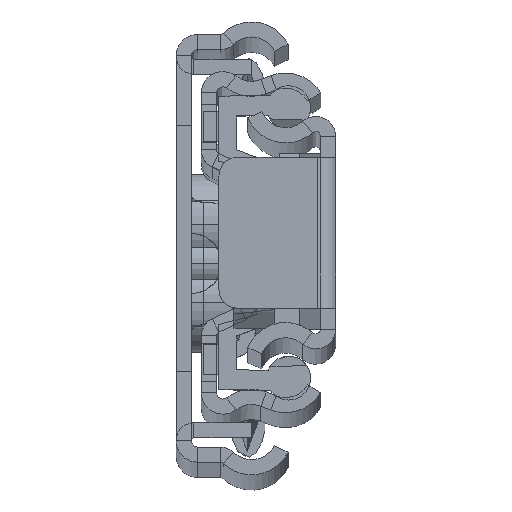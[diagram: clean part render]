
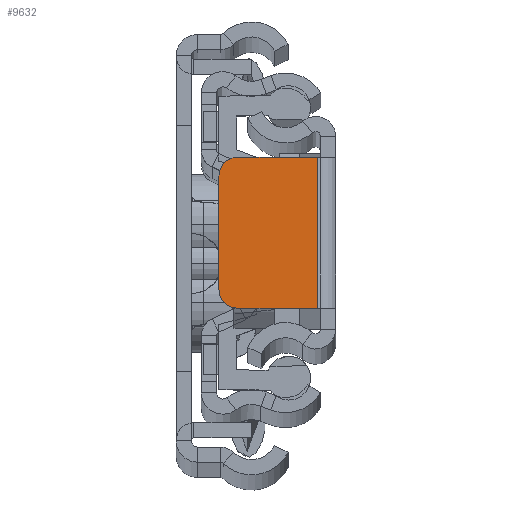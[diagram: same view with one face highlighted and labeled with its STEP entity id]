
A CAD part, top view. The second image highlights one B-rep face of the part: STEP entity #9632.
In plain terms, the highlighted planar face has unit normal (0, 0, 1).
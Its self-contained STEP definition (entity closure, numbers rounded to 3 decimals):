
#59 = LINE ( 'NONE', #3913, #18646 ) ;
#209 = CARTESIAN_POINT ( 'NONE',  ( -9.3, 0., 0. ) ) ;
#249 = DIRECTION ( 'NONE',  ( 1., 0., 0. ) ) ;
#310 = CARTESIAN_POINT ( 'NONE',  ( -1.45, 6., 0. ) ) ;
#465 = VERTEX_POINT ( 'NONE', #9151 ) ;
#1078 = DIRECTION ( 'NONE',  ( 0., 0., 1. ) ) ;
#1579 = VECTOR ( 'NONE', #8510, 1000. ) ;
#1673 = VECTOR ( 'NONE', #7126, 1000. ) ;
#2331 = VERTEX_POINT ( 'NONE', #21468 ) ;
#2341 = EDGE_CURVE ( 'NONE', #15876, #2331, #8617, .T. ) ;
#3507 = EDGE_CURVE ( 'NONE', #465, #5501, #14224, .T. ) ;
#3913 = CARTESIAN_POINT ( 'NONE',  ( 0., 6., 0. ) ) ;
#3952 = CARTESIAN_POINT ( 'NONE',  ( -7.8, 6., 0. ) ) ;
#4194 = EDGE_CURVE ( 'NONE', #5501, #2331, #5459, .T. ) ;
#4202 = ORIENTED_EDGE ( 'NONE', *, *, #2341, .F. ) ;
#4275 = EDGE_CURVE ( 'NONE', #14256, #17114, #8102, .T. ) ;
#4505 = AXIS2_PLACEMENT_3D ( 'NONE', #11711, #1078, #16545 ) ;
#4517 = AXIS2_PLACEMENT_3D ( 'NONE', #16661, #20284, #9582 ) ;
#5218 = CARTESIAN_POINT ( 'NONE',  ( -1.45, -6., 0. ) ) ;
#5459 = LINE ( 'NONE', #12337, #20347 ) ;
#5501 = VERTEX_POINT ( 'NONE', #21598 ) ;
#7004 = PLANE ( 'NONE',  #16149 ) ;
#7126 = DIRECTION ( 'NONE',  ( 0., -1., 0. ) ) ;
#8102 = CIRCLE ( 'NONE', #4505, 1.5 ) ;
#8126 = EDGE_LOOP ( 'NONE', ( #15555, #18702, #8898, #4202, #17165, #16658 ) ) ;
#8235 = CARTESIAN_POINT ( 'NONE',  ( -9.3, 4.5, 0. ) ) ;
#8510 = DIRECTION ( 'NONE',  ( 0., -1., 0. ) ) ;
#8617 = LINE ( 'NONE', #5218, #1579 ) ;
#8821 = FACE_OUTER_BOUND ( 'NONE', #8126, .T. ) ;
#8898 = ORIENTED_EDGE ( 'NONE', *, *, #4194, .T. ) ;
#8951 = EDGE_CURVE ( 'NONE', #15876, #14256, #59, .T. ) ;
#9151 = CARTESIAN_POINT ( 'NONE',  ( -9.3, -4.5, 0. ) ) ;
#9582 = DIRECTION ( 'NONE',  ( -1., 0., 0. ) ) ;
#9632 = ADVANCED_FACE ( 'NONE', ( #8821 ), #7004, .F. ) ;
#9754 = EDGE_CURVE ( 'NONE', #17114, #465, #16006, .T. ) ;
#10804 = DIRECTION ( 'NONE',  ( -1., 0., 0. ) ) ;
#11711 = CARTESIAN_POINT ( 'NONE',  ( -7.8, 4.5, 0. ) ) ;
#12337 = CARTESIAN_POINT ( 'NONE',  ( 0., -6., 0. ) ) ;
#13870 = DIRECTION ( 'NONE',  ( 0., 0., -1. ) ) ;
#14224 = CIRCLE ( 'NONE', #4517, 1.5 ) ;
#14256 = VERTEX_POINT ( 'NONE', #3952 ) ;
#15555 = ORIENTED_EDGE ( 'NONE', *, *, #9754, .T. ) ;
#15876 = VERTEX_POINT ( 'NONE', #310 ) ;
#16006 = LINE ( 'NONE', #209, #1673 ) ;
#16149 = AXIS2_PLACEMENT_3D ( 'NONE', #16925, #13870, #22225 ) ;
#16545 = DIRECTION ( 'NONE',  ( -1., 0., 0. ) ) ;
#16658 = ORIENTED_EDGE ( 'NONE', *, *, #4275, .T. ) ;
#16661 = CARTESIAN_POINT ( 'NONE',  ( -7.8, -4.5, 0. ) ) ;
#16925 = CARTESIAN_POINT ( 'NONE',  ( 0., 0., 0. ) ) ;
#17114 = VERTEX_POINT ( 'NONE', #8235 ) ;
#17165 = ORIENTED_EDGE ( 'NONE', *, *, #8951, .T. ) ;
#18646 = VECTOR ( 'NONE', #10804, 1000. ) ;
#18702 = ORIENTED_EDGE ( 'NONE', *, *, #3507, .T. ) ;
#20284 = DIRECTION ( 'NONE',  ( 0., 0., 1. ) ) ;
#20347 = VECTOR ( 'NONE', #249, 1000. ) ;
#21468 = CARTESIAN_POINT ( 'NONE',  ( -1.45, -6., 0. ) ) ;
#21598 = CARTESIAN_POINT ( 'NONE',  ( -7.8, -6., 0. ) ) ;
#22225 = DIRECTION ( 'NONE',  ( -1., 0., 0. ) ) ;
